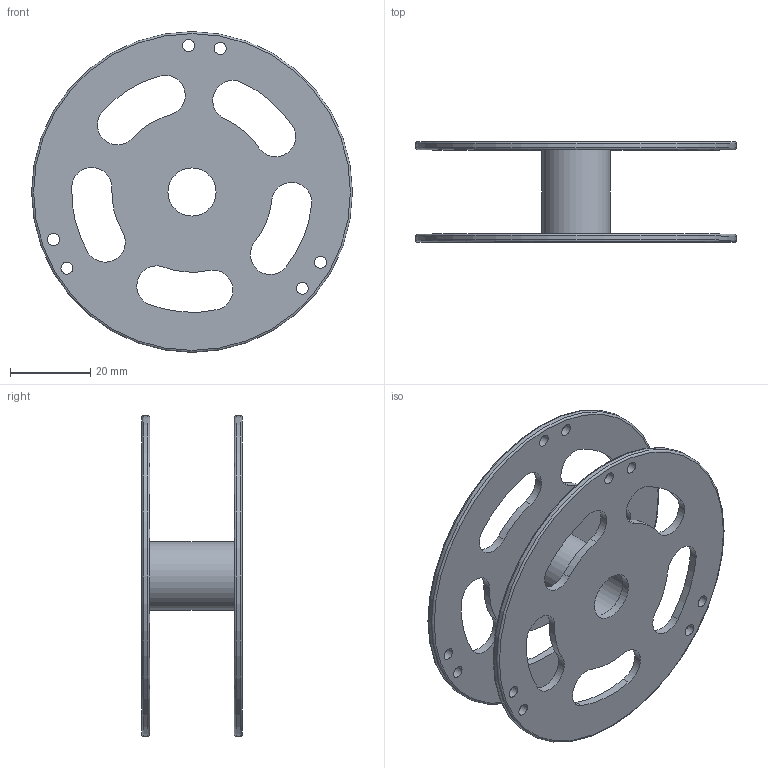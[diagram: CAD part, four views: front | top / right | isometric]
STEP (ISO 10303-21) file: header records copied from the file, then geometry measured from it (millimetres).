
FILE_DESCRIPTION(/* description */ (''),/* implementation_level */ '2;1');
FILE_NAME(/* name */ '80x40 Spool v3.step',/* time_stamp */ '2018-06-06T17:36:54+10:00',/* author */ ('noggin011'),/* organization */ (''),/* preprocessor_version */ 'ST-DEVELOPER v17',/* originating_system */ 'Autodesk Translation Framework v7.1.0.215',/* authorisation */ '');
FILE_SCHEMA (('AUTOMOTIVE_DESIGN { 1 0 10303 214 3 1 1 }'));
Length unit declared in the file: millimetre
Products named in the file (1): 80x40 Spool
Bounding box: 80 x 25 x 80 mm (x, y, z)
Volume: 16759.7 mm3; surface area: 19891 mm2
Topology: 2 solids, 2 shells, 70 faces, 193 edges, 130 vertices
Faces by surface type: cylinder 59, plane 7, torus 4
Full cylindrical faces by diameter (mm): 3 x12, 12 x2, 14 x2, 17 x1, 80 x2
Entity records: 2451 total; most frequent: DIRECTION 469, CARTESIAN_POINT 394, ORIENTED_EDGE 386, AXIS2_PLACEMENT_3D 205, EDGE_CURVE 193, CIRCLE 134, VERTEX_POINT 130, EDGE_LOOP 121
